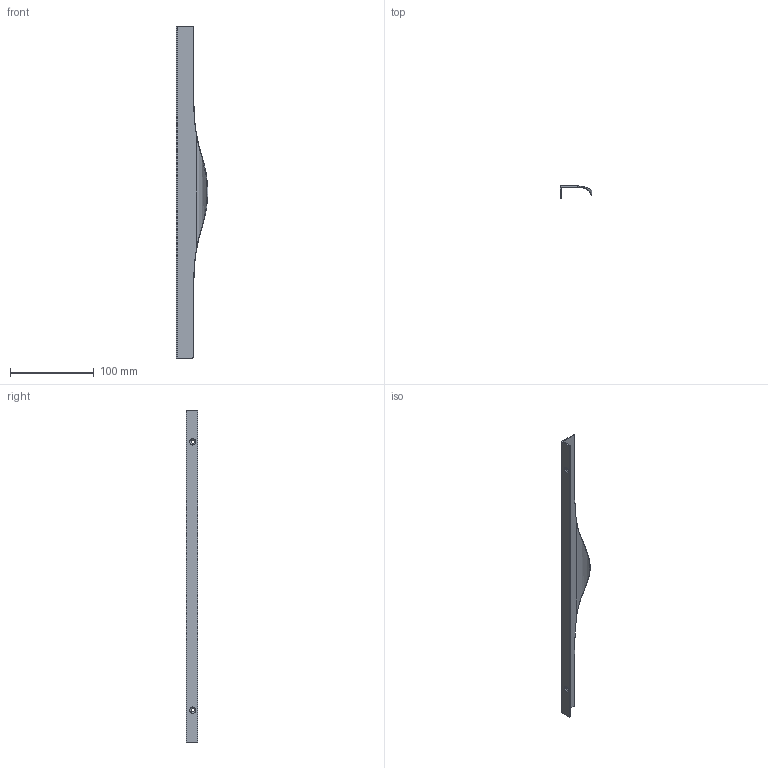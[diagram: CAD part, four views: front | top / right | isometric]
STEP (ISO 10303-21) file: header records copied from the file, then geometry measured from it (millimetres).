
FILE_DESCRIPTION(/* description */ ('Handle 19mm'),/* implementation_level */ '2;1');
FILE_NAME(/* name */ '228 - uchwyyt listwowy PICADO 19mm 396-320.stp',/* time_stamp */ '2019-03-06T08:55:19+01:00',/* author */ ('tomaszw'),/* organization */ (''),/* preprocessor_version */ 'ST-DEVELOPER v17',/* originating_system */ 'Autodesk Inventor 2019',/* authorisation */ '');
FILE_SCHEMA (('AUTOMOTIVE_DESIGN { 1 0 10303 214 3 1 1 }'));
Length unit declared in the file: millimetre
Products named in the file (1): GTV-228-19mm
Bounding box: 37.3 x 14 x 396 mm (x, y, z)
Volume: 23002.8 mm3; surface area: 31396 mm2
Topology: 1 solids, 1 shells, 25 faces, 63 edges, 40 vertices
Faces by surface type: cylinder 9, plane 9, bspline 3, cone 2, torus 2
Entity records: 987 total; most frequent: CARTESIAN_POINT 351, ORIENTED_EDGE 126, DIRECTION 118, EDGE_CURVE 63, AXIS2_PLACEMENT_3D 43, VERTEX_POINT 40, LINE 32, VECTOR 32
